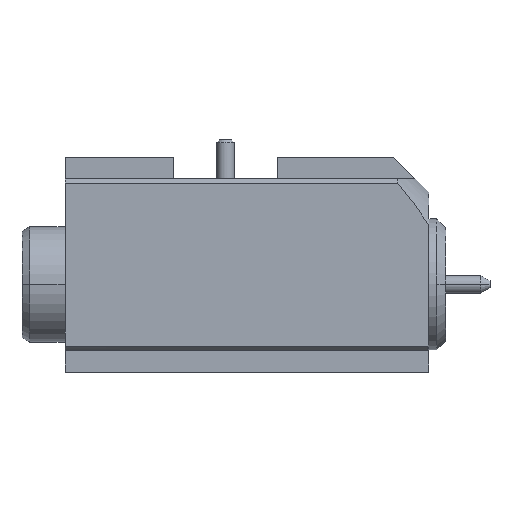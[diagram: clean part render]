
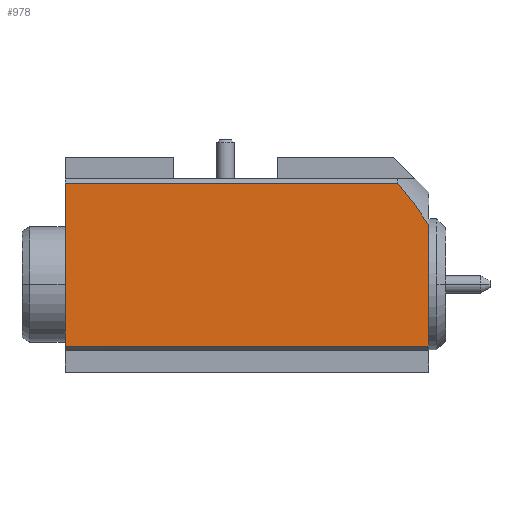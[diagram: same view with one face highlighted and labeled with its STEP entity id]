
A CAD part, top view. The second image highlights one B-rep face of the part: STEP entity #978.
In plain terms, the highlighted planar face has unit normal (0, 0, 1).
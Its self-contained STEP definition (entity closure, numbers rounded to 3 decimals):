
#30 = CARTESIAN_POINT ( 'NONE',  ( 9.33, 1.511, 1.8 ) ) ;
#38 = CARTESIAN_POINT ( 'NONE',  ( 9.286, -1.579, 1.8 ) ) ;
#130 = CARTESIAN_POINT ( 'NONE',  ( 8.535, 2.579, 1.8 ) ) ;
#201 = DIRECTION ( 'NONE',  ( -1., 0., 0. ) ) ;
#250 = CARTESIAN_POINT ( 'NONE',  ( 9.3, -1.556, 1.8 ) ) ;
#271 = CARTESIAN_POINT ( 'NONE',  ( 9.091, 1.883, 1.8 ) ) ;
#340 = VECTOR ( 'NONE', #1726, 1000. ) ;
#371 = DIRECTION ( 'NONE',  ( 0., -1., 0. ) ) ;
#372 = VERTEX_POINT ( 'NONE', #1907 ) ;
#417 = CARTESIAN_POINT ( 'NONE',  ( 9.33, 2.7, 1.8 ) ) ;
#535 = ORIENTED_EDGE ( 'NONE', *, *, #1119, .T. ) ;
#587 = CARTESIAN_POINT ( 'NONE',  ( 0.03, 0., 1.8 ) ) ;
#601 = VERTEX_POINT ( 'NONE', #926 ) ;
#621 = LINE ( 'NONE', #417, #340 ) ;
#623 = ORIENTED_EDGE ( 'NONE', *, *, #2561, .F. ) ;
#766 = DIRECTION ( 'NONE',  ( 0., 0., 1. ) ) ;
#837 = EDGE_LOOP ( 'NONE', ( #2789, #2309, #2538, #623, #535, #2292 ) ) ;
#879 = CARTESIAN_POINT ( 'NONE',  ( 9.33, -1.511, 1.8 ) ) ;
#926 = CARTESIAN_POINT ( 'NONE',  ( 9.33, 1.511, 1.8 ) ) ;
#938 = VECTOR ( 'NONE', #201, 1000. ) ;
#978 = ADVANCED_FACE ( 'NONE', ( #1586 ), #1612, .T. ) ;
#1119 = EDGE_CURVE ( 'NONE', #372, #2235, #1693, .T. ) ;
#1140 = B_SPLINE_CURVE_WITH_KNOTS ( 'NONE', 3,
 ( #879, #2615, #250, #38 ),
 .UNSPECIFIED., .F., .F.,
 ( 4, 4 ),
 ( 0.012, 0.012 ),
 .UNSPECIFIED. ) ;
#1164 = DIRECTION ( 'NONE',  ( 0., -1., 0. ) ) ;
#1312 = CARTESIAN_POINT ( 'NONE',  ( 8.817, 2.235, 1.8 ) ) ;
#1482 = LINE ( 'NONE', #2582, #2251 ) ;
#1586 = FACE_OUTER_BOUND ( 'NONE', #837, .T. ) ;
#1612 = PLANE ( 'NONE',  #2477 ) ;
#1634 = VERTEX_POINT ( 'NONE', #130 ) ;
#1637 = CARTESIAN_POINT ( 'NONE',  ( -1.07, 2.7, 1.8 ) ) ;
#1693 = LINE ( 'NONE', #587, #2108 ) ;
#1726 = DIRECTION ( 'NONE',  ( 0., 1., 0. ) ) ;
#1776 = CARTESIAN_POINT ( 'NONE',  ( 8.535, 2.579, 1.8 ) ) ;
#1907 = CARTESIAN_POINT ( 'NONE',  ( 0.03, 2.579, 1.8 ) ) ;
#1968 = EDGE_CURVE ( 'NONE', #2617, #601, #621, .T. ) ;
#2000 = B_SPLINE_CURVE_WITH_KNOTS ( 'NONE', 3,
 ( #1776, #1312, #271, #30 ),
 .UNSPECIFIED., .F., .F.,
 ( 4, 4 ),
 ( 0.008, 0.009 ),
 .UNSPECIFIED. ) ;
#2085 = EDGE_CURVE ( 'NONE', #2617, #2278, #1140, .T. ) ;
#2108 = VECTOR ( 'NONE', #371, 1000. ) ;
#2144 = LINE ( 'NONE', #2161, #938 ) ;
#2161 = CARTESIAN_POINT ( 'NONE',  ( 9.93, -1.579, 1.8 ) ) ;
#2235 = VERTEX_POINT ( 'NONE', #2641 ) ;
#2251 = VECTOR ( 'NONE', #2375, 1000. ) ;
#2278 = VERTEX_POINT ( 'NONE', #2450 ) ;
#2292 = ORIENTED_EDGE ( 'NONE', *, *, #2647, .F. ) ;
#2309 = ORIENTED_EDGE ( 'NONE', *, *, #1968, .T. ) ;
#2350 = CARTESIAN_POINT ( 'NONE',  ( 9.33, -1.511, 1.8 ) ) ;
#2375 = DIRECTION ( 'NONE',  ( 1., 0., 0. ) ) ;
#2450 = CARTESIAN_POINT ( 'NONE',  ( 9.286, -1.579, 1.8 ) ) ;
#2477 = AXIS2_PLACEMENT_3D ( 'NONE', #1637, #766, #1164 ) ;
#2538 = ORIENTED_EDGE ( 'NONE', *, *, #2749, .F. ) ;
#2561 = EDGE_CURVE ( 'NONE', #372, #1634, #1482, .T. ) ;
#2582 = CARTESIAN_POINT ( 'NONE',  ( 9.93, 2.579, 1.8 ) ) ;
#2615 = CARTESIAN_POINT ( 'NONE',  ( 9.315, -1.534, 1.8 ) ) ;
#2617 = VERTEX_POINT ( 'NONE', #2350 ) ;
#2641 = CARTESIAN_POINT ( 'NONE',  ( 0.03, -1.579, 1.8 ) ) ;
#2647 = EDGE_CURVE ( 'NONE', #2278, #2235, #2144, .T. ) ;
#2749 = EDGE_CURVE ( 'NONE', #1634, #601, #2000, .T. ) ;
#2789 = ORIENTED_EDGE ( 'NONE', *, *, #2085, .F. ) ;
